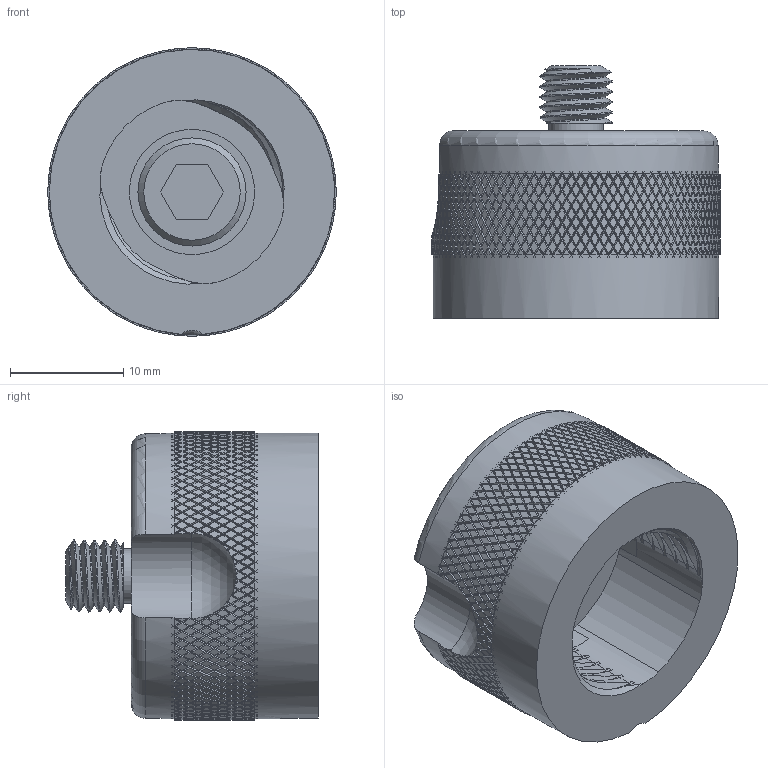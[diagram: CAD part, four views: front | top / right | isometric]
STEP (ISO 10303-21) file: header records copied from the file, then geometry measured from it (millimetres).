
FILE_DESCRIPTION(/* description */ (''),/* implementation_level */ '2;1');
FILE_NAME(/* name */ 'MH107-3A.stp',/* time_stamp */ '2024-06-04T08:49:14-04:00',/* author */ ('cthayer'),/* organization */ (''),/* preprocessor_version */ 'ST-DEVELOPER v19',/* originating_system */ 'Autodesk Inventor 2023',/* authorisation */ '');
FILE_SCHEMA (('AUTOMOTIVE_DESIGN { 1 0 10303 214 3 1 1 }'));
Products named in the file (3): MH107-3A; MHP10251; MHP10252
Assembly tree (2 placements, depth 2):
  MH107-3A
    MHP10251
    MHP10252
Bounding box: 25.4 x 22.28 x 25.4 mm (x, y, z)
Volume: 6005.3 mm3; surface area: 3754 mm2
Topology: 2 solids, 2 shells, 6415 faces, 14255 edges, 7849 vertices
Faces by surface type: bspline 4389, cylinder 1268, plane 748, cone 6, torus 2, sphere 2
Full cylindrical faces by diameter (mm): 4.775 x1, 5.172 x4, 6.35 x6, 9.525 x1, 11.049 x1, 25.146 x1
Entity records: 244034 total; most frequent: CARTESIAN_POINT 136912, ORIENTED_EDGE 28510, EDGE_CURVE 14255, B_SPLINE_CURVE_WITH_KNOTS 12756, VERTEX_POINT 7849, DIRECTION 6525, EDGE_LOOP 6422, STYLED_ITEM 6417
